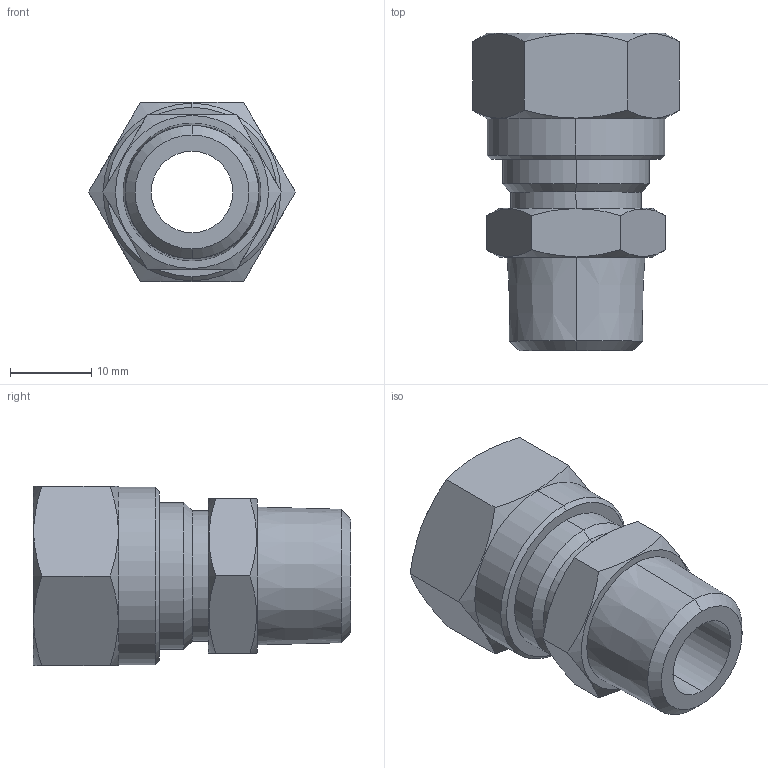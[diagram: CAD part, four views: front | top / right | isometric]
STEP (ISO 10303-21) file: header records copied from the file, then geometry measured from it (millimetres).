
FILE_DESCRIPTION(( 'MO.11.12.38.STEP' ), '1');
FILE_NAME( 'MO.11.12.38.STEP', '2018-10-03T09:31:33',( 'Sopra'),('sopra-pneumatic.com'), 'SwSTEP 2.0','SolidWorks 2009','' );
FILE_SCHEMA (( 'CONFIG_CONTROL_DESIGN' ));
Length unit declared in the file: millimetre
Products named in the file (1): 03010063
Bounding box: 25.4 x 39.01 x 22 mm (x, y, z)
Volume: 8223.6 mm3; surface area: 4515.7 mm2
Topology: 1 solids, 1 shells, 46 faces, 108 edges, 68 vertices
Faces by surface type: cone 18, plane 18, cylinder 10
Entity records: 1601 total; most frequent: CARTESIAN_POINT 495, ORIENTED_EDGE 216, DIRECTION 206, EDGE_CURVE 108, AXIS2_PLACEMENT_3D 83, VERTEX_POINT 68, EDGE_LOOP 52, FACE_OUTER_BOUND 46
